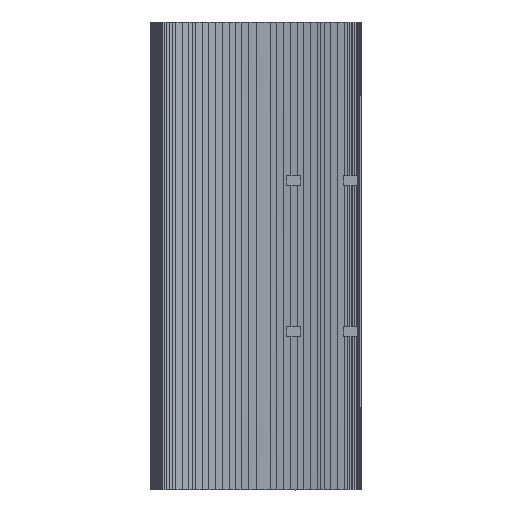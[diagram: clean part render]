
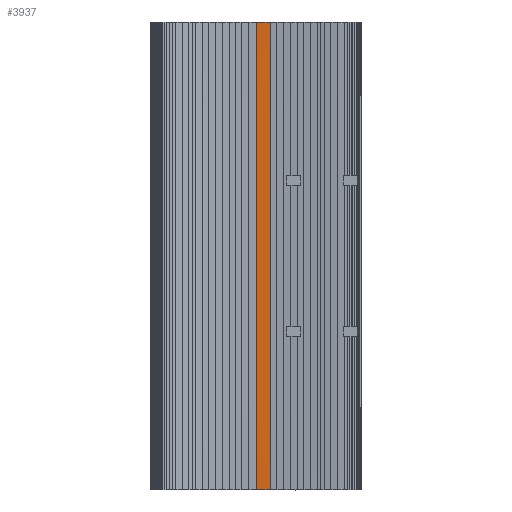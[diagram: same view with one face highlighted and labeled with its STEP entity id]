
A CAD part, top view. The second image highlights one B-rep face of the part: STEP entity #3937.
In plain terms, the highlighted face is a extrusion surface.
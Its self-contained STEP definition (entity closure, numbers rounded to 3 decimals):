
#546=CARTESIAN_POINT('Vertex',(197.024,-32.337,440.)) ;
#550=CARTESIAN_POINT('Control Point',(171.46,-30.49,440.)) ;
#551=CARTESIAN_POINT('Control Point',(176.566,-30.951,440.)) ;
#552=CARTESIAN_POINT('Control Point',(181.676,-31.366,440.)) ;
#553=CARTESIAN_POINT('Control Point',(186.79,-31.736,440.)) ;
#554=CARTESIAN_POINT('Control Point',(191.906,-32.06,440.)) ;
#555=CARTESIAN_POINT('Control Point',(197.024,-32.337,440.)) ;
#556=CARTESIAN_POINT('Vertex',(171.46,-30.49,440.)) ;
#2450=CARTESIAN_POINT('Vertex',(171.46,-30.49,-440.)) ;
#2454=CARTESIAN_POINT('Control Point',(171.46,-30.49,-440.)) ;
#2455=CARTESIAN_POINT('Control Point',(176.566,-30.951,-440.)) ;
#2456=CARTESIAN_POINT('Control Point',(181.676,-31.366,-440.)) ;
#2457=CARTESIAN_POINT('Control Point',(186.79,-31.736,-440.)) ;
#2458=CARTESIAN_POINT('Control Point',(191.906,-32.06,-440.)) ;
#2459=CARTESIAN_POINT('Control Point',(197.024,-32.337,-440.)) ;
#2460=CARTESIAN_POINT('Vertex',(197.024,-32.337,-440.)) ;
#3904=CARTESIAN_POINT('Line Origine',(197.024,-32.337,0.)) ;
#3917=CARTESIAN_POINT('Control Point',(171.46,-30.49,0.)) ;
#3918=CARTESIAN_POINT('Control Point',(176.566,-30.951,0.)) ;
#3919=CARTESIAN_POINT('Control Point',(181.676,-31.367,0.)) ;
#3920=CARTESIAN_POINT('Control Point',(186.791,-31.736,0.)) ;
#3921=CARTESIAN_POINT('Control Point',(191.906,-32.06,0.)) ;
#3922=CARTESIAN_POINT('Control Point',(197.024,-32.337,0.)) ;
#3926=CARTESIAN_POINT('Line Origine',(171.46,-30.49,0.)) ;
#3905=DIRECTION('Vector Direction',(0.,0.,1.)) ;
#3923=DIRECTION('Vector Direction',(0.,0.,1.)) ;
#3927=DIRECTION('Vector Direction',(0.,0.,1.)) ;
#3932=ORIENTED_EDGE('',*,*,#558,.T.) ;
#3933=ORIENTED_EDGE('',*,*,#3908,.F.) ;
#3934=ORIENTED_EDGE('',*,*,#2462,.F.) ;
#3935=ORIENTED_EDGE('',*,*,#3930,.T.) ;
#3906=VECTOR('Line Direction',#3905,1.) ;
#3924=VECTOR('Extrusion Surface Vector',#3923,1.) ;
#3928=VECTOR('Line Direction',#3927,1.) ;
#3937=ADVANCED_FACE('Corps principal',(#3936),#3925,.F.) ;
#549=B_SPLINE_CURVE_WITH_KNOTS('',5,(#550,#551,#552,#553,#554,#555),.UNSPECIFIED.,.F.,.U.,(6,6),(0.,36.248),.UNSPECIFIED.) ;
#2453=B_SPLINE_CURVE_WITH_KNOTS('',5,(#2454,#2455,#2456,#2457,#2458,#2459),.UNSPECIFIED.,.F.,.U.,(6,6),(0.,36.248),.UNSPECIFIED.) ;
#3916=B_SPLINE_CURVE_WITH_KNOTS('',5,(#3917,#3918,#3919,#3920,#3921,#3922),.UNSPECIFIED.,.F.,.U.,(6,6),(0.,25.632),.UNSPECIFIED.) ;
#558=EDGE_CURVE('',#557,#547,#549,.T.) ;
#2462=EDGE_CURVE('',#2451,#2461,#2453,.T.) ;
#3908=EDGE_CURVE('',#2461,#547,#3907,.T.) ;
#3930=EDGE_CURVE('',#2451,#557,#3929,.T.) ;
#3931=EDGE_LOOP('',(#3932,#3933,#3934,#3935)) ;
#3936=FACE_OUTER_BOUND('',#3931,.T.) ;
#3907=LINE('Line',#3904,#3906) ;
#3929=LINE('Line',#3926,#3928) ;
#3925=SURFACE_OF_LINEAR_EXTRUSION('generated tabulated cylinder',#3916,#3924) ;
#547=VERTEX_POINT('',#546) ;
#557=VERTEX_POINT('',#556) ;
#2451=VERTEX_POINT('',#2450) ;
#2461=VERTEX_POINT('',#2460) ;
